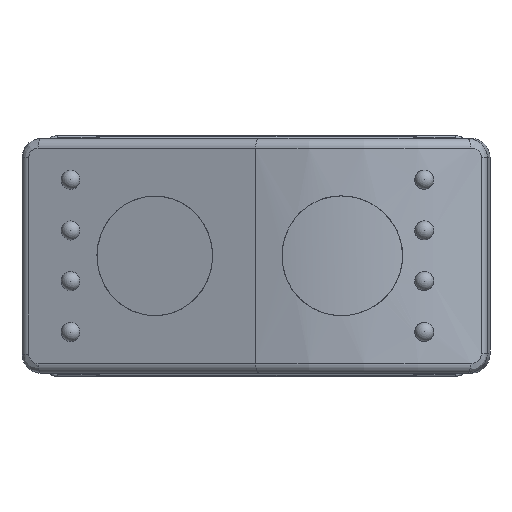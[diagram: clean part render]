
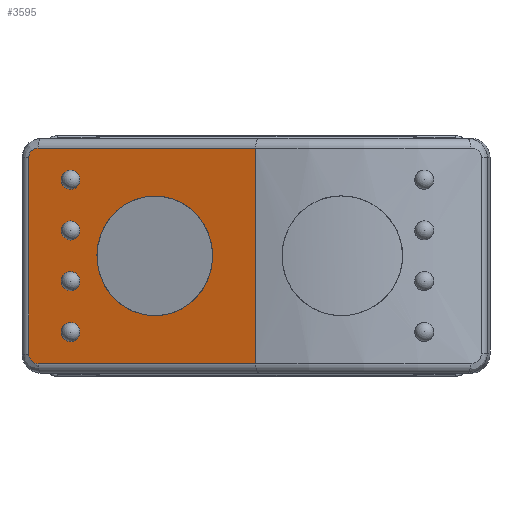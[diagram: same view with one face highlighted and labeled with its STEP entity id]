
A CAD part, top view. The second image highlights one B-rep face of the part: STEP entity #3595.
In plain terms, the highlighted planar face has unit normal (-0.294, 0, 0.956).
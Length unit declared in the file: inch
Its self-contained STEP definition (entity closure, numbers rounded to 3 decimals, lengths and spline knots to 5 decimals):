
#1920=CARTESIAN_POINT('',(-0.65516,0.,1.44449));
#1921=VERTEX_POINT('',#1920);
#1922=CARTESIAN_POINT('',(-0.41762,0.0,1.5177));
#1923=DIRECTION('',(0.295,0.0,-0.956));
#1924=DIRECTION('',(0.956,0.0,0.295));
#1925=AXIS2_PLACEMENT_3D('',#1922,#1923,#1924);
#1926=ELLIPSE('',#1925,0.24856,0.24606);
#1927=EDGE_CURVE('',#1921,#1921,#1926,.T.);
#2233=CARTESIAN_POINT('',(-0.00323,0.44291,1.64542));
#2234=VERTEX_POINT('',#2233);
#2242=CARTESIAN_POINT('',(-0.00323,-0.44291,1.64542));
#2243=VERTEX_POINT('',#2242);
#2244=CARTESIAN_POINT('',(-0.00323,0.44291,1.64542));
#2245=DIRECTION('',(0.0,-1.0,0.0));
#2246=VECTOR('',#2245,0.88583);
#2247=LINE('',#2244,#2246);
#2248=EDGE_CURVE('',#2234,#2243,#2247,.T.);
#2365=CARTESIAN_POINT('',(-0.72556,0.31299,1.42279));
#2366=VERTEX_POINT('',#2365);
#2367=CARTESIAN_POINT('',(-0.76318,0.31299,1.41119));
#2368=DIRECTION('',(0.295,0.0,-0.956));
#2369=DIRECTION('',(-0.956,0.0,-0.295));
#2370=AXIS2_PLACEMENT_3D('',#2367,#2368,#2369);
#2371=CIRCLE('',#2370,0.03937);
#2372=EDGE_CURVE('',#2366,#2366,#2371,.T.);
#2382=CARTESIAN_POINT('',(-0.72556,-0.31299,1.42279));
#2383=VERTEX_POINT('',#2382);
#2384=CARTESIAN_POINT('',(-0.76318,-0.31299,1.41119));
#2385=DIRECTION('',(0.295,0.0,-0.956));
#2386=DIRECTION('',(-0.956,0.0,-0.295));
#2387=AXIS2_PLACEMENT_3D('',#2384,#2385,#2386);
#2388=CIRCLE('',#2387,0.03937);
#2389=EDGE_CURVE('',#2383,#2383,#2388,.T.);
#2399=CARTESIAN_POINT('',(-0.72556,-0.10433,1.42279));
#2400=VERTEX_POINT('',#2399);
#2401=CARTESIAN_POINT('',(-0.76318,-0.10433,1.41119));
#2402=DIRECTION('',(0.295,0.0,-0.956));
#2403=DIRECTION('',(-0.956,0.0,-0.295));
#2404=AXIS2_PLACEMENT_3D('',#2401,#2402,#2403);
#2405=CIRCLE('',#2404,0.03937);
#2406=EDGE_CURVE('',#2400,#2400,#2405,.T.);
#2416=CARTESIAN_POINT('',(-0.72556,0.10433,1.42279));
#2417=VERTEX_POINT('',#2416);
#2418=CARTESIAN_POINT('',(-0.76318,0.10433,1.41119));
#2419=DIRECTION('',(0.295,0.0,-0.956));
#2420=DIRECTION('',(-0.956,0.0,-0.295));
#2421=AXIS2_PLACEMENT_3D('',#2418,#2419,#2420);
#2422=CIRCLE('',#2421,0.03937);
#2423=EDGE_CURVE('',#2417,#2417,#2422,.T.);
#3039=CARTESIAN_POINT('',(-0.89807,-0.44291,1.36962));
#3040=VERTEX_POINT('',#3039);
#3048=CARTESIAN_POINT('',(-0.93607,-0.40354,1.35791));
#3049=VERTEX_POINT('',#3048);
#3050=CARTESIAN_POINT('',(-0.89807,-0.40354,1.36962));
#3051=DIRECTION('',(0.295,0.,-0.956));
#3052=DIRECTION('',(-0.956,0.,-0.295));
#3053=AXIS2_PLACEMENT_3D('',#3050,#3051,#3052);
#3054=ELLIPSE('',#3053,0.03977,0.03937);
#3055=EDGE_CURVE('',#3040,#3049,#3054,.T.);
#3101=CARTESIAN_POINT('',(-0.00323,-0.44291,1.64542));
#3102=DIRECTION('',(-0.956,0.0,-0.295));
#3103=VECTOR('',#3102,0.93637);
#3104=LINE('',#3101,#3103);
#3105=EDGE_CURVE('',#2243,#3040,#3104,.T.);
#3136=CARTESIAN_POINT('',(-0.89807,0.44291,1.36962));
#3137=VERTEX_POINT('',#3136);
#3154=CARTESIAN_POINT('',(-0.93607,0.40354,1.35791));
#3155=VERTEX_POINT('',#3154);
#3163=CARTESIAN_POINT('',(-0.89807,0.40354,1.36962));
#3164=DIRECTION('',(0.295,0.,-0.956));
#3165=DIRECTION('',(-0.956,0.,-0.295));
#3166=AXIS2_PLACEMENT_3D('',#3163,#3164,#3165);
#3167=ELLIPSE('',#3166,0.03977,0.03937);
#3168=EDGE_CURVE('',#3155,#3137,#3167,.T.);
#3196=CARTESIAN_POINT('',(-0.89807,0.44291,1.36962));
#3197=DIRECTION('',(0.956,0.0,0.295));
#3198=VECTOR('',#3197,0.93637);
#3199=LINE('',#3196,#3198);
#3200=EDGE_CURVE('',#3137,#2234,#3199,.T.);
#3213=CARTESIAN_POINT('',(-0.93607,-0.40354,1.35791));
#3214=DIRECTION('',(0.0,1.0,0.0));
#3215=VECTOR('',#3214,0.80709);
#3216=LINE('',#3213,#3215);
#3217=EDGE_CURVE('',#3049,#3155,#3216,.T.);
#3567=CARTESIAN_POINT('',(-0.9687,0.0,1.34785));
#3568=DIRECTION('',(-0.295,0.0,0.956));
#3569=DIRECTION('',(0.0,-1.0,0.0));
#3570=AXIS2_PLACEMENT_3D('',#3567,#3568,#3569);
#3571=PLANE('',#3570);
#3572=ORIENTED_EDGE('',*,*,#3055,.F.);
#3573=ORIENTED_EDGE('',*,*,#3105,.F.);
#3574=ORIENTED_EDGE('',*,*,#2248,.F.);
#3575=ORIENTED_EDGE('',*,*,#3200,.F.);
#3576=ORIENTED_EDGE('',*,*,#3168,.F.);
#3577=ORIENTED_EDGE('',*,*,#3217,.F.);
#3578=EDGE_LOOP('',(#3572,#3573,#3574,#3575,#3576,#3577));
#3579=FACE_OUTER_BOUND('',#3578,.T.);
#3580=ORIENTED_EDGE('',*,*,#1927,.T.);
#3581=EDGE_LOOP('',(#3580));
#3582=FACE_BOUND('',#3581,.T.);
#3583=ORIENTED_EDGE('',*,*,#2372,.T.);
#3584=EDGE_LOOP('',(#3583));
#3585=FACE_BOUND('',#3584,.T.);
#3586=ORIENTED_EDGE('',*,*,#2423,.T.);
#3587=EDGE_LOOP('',(#3586));
#3588=FACE_BOUND('',#3587,.T.);
#3589=ORIENTED_EDGE('',*,*,#2406,.T.);
#3590=EDGE_LOOP('',(#3589));
#3591=FACE_BOUND('',#3590,.T.);
#3592=ORIENTED_EDGE('',*,*,#2389,.T.);
#3593=EDGE_LOOP('',(#3592));
#3594=FACE_BOUND('',#3593,.T.);
#3595=ADVANCED_FACE('',(#3579,#3582,#3585,#3588,#3591,#3594),#3571,.T.);
